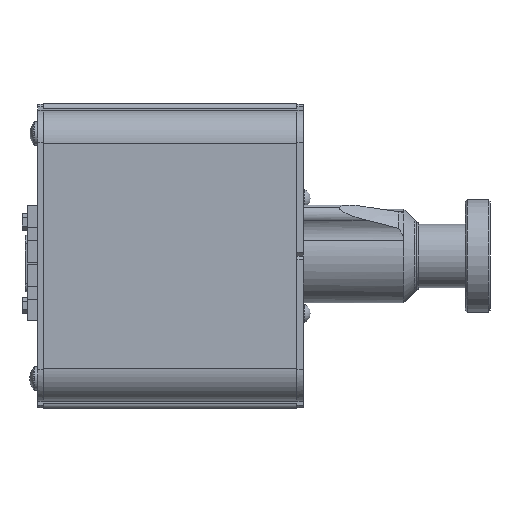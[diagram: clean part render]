
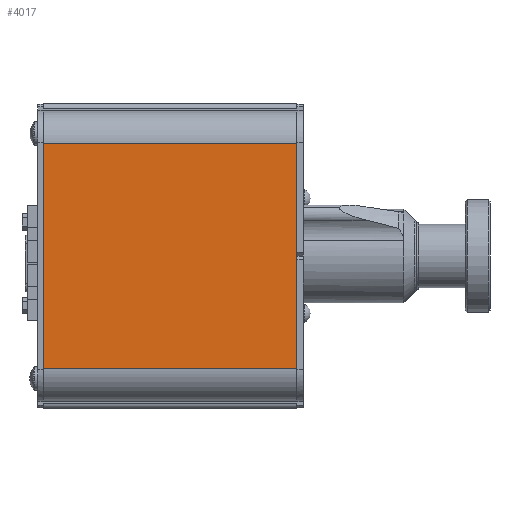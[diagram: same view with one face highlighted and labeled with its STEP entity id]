
A CAD part, left-side view. The second image highlights one B-rep face of the part: STEP entity #4017.
In plain terms, the highlighted planar face has unit normal (-1, 0, 0).
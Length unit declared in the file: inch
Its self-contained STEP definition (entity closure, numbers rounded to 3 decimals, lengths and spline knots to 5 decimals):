
#951 = VERTEX_POINT ( 'NONE', #3891 ) ;
#988 = DIRECTION ( 'NONE',  ( 0., -1., 0. ) ) ;
#1713 = ORIENTED_EDGE ( 'NONE', *, *, #11836, .T. ) ;
#2191 = VECTOR ( 'NONE', #7942, 39.37008 ) ;
#2635 = LINE ( 'NONE', #5938, #10634 ) ;
#3134 = CARTESIAN_POINT ( 'NONE',  ( -1.401, 2.822, 1.323 ) ) ;
#3520 = EDGE_LOOP ( 'NONE', ( #8998, #1713, #6421, #8983 ) ) ;
#3708 = EDGE_CURVE ( 'NONE', #10668, #8814, #4855, .T. ) ;
#3826 = PLANE ( 'NONE',  #4792 ) ;
#3872 = DIRECTION ( 'NONE',  ( 0., 0., -1. ) ) ;
#3891 = CARTESIAN_POINT ( 'NONE',  ( -1.401, -0.163, 1.323 ) ) ;
#4017 = ADVANCED_FACE ( 'NONE', ( #8555 ), #3826, .F. ) ;
#4159 = EDGE_CURVE ( 'NONE', #10282, #951, #2635, .T. ) ;
#4792 = AXIS2_PLACEMENT_3D ( 'NONE', #8817, #9853, #3872 ) ;
#4855 = LINE ( 'NONE', #7991, #2191 ) ;
#5135 = CARTESIAN_POINT ( 'NONE',  ( -1.401, -0.163, -1.323 ) ) ;
#5938 = CARTESIAN_POINT ( 'NONE',  ( -1.401, 2.822, 1.323 ) ) ;
#6256 = VECTOR ( 'NONE', #7078, 39.37008 ) ;
#6421 = ORIENTED_EDGE ( 'NONE', *, *, #4159, .F. ) ;
#7040 = VECTOR ( 'NONE', #8063, 39.37008 ) ;
#7078 = DIRECTION ( 'NONE',  ( 0., 0., 1. ) ) ;
#7942 = DIRECTION ( 'NONE',  ( 0., -1., 0. ) ) ;
#7991 = CARTESIAN_POINT ( 'NONE',  ( -1.401, 2.822, -1.323 ) ) ;
#8063 = DIRECTION ( 'NONE',  ( 0., 0., 1. ) ) ;
#8555 = FACE_OUTER_BOUND ( 'NONE', #3520, .T. ) ;
#8814 = VERTEX_POINT ( 'NONE', #5135 ) ;
#8817 = CARTESIAN_POINT ( 'NONE',  ( -1.401, 2.822, 1.323 ) ) ;
#8958 = LINE ( 'NONE', #3134, #6256 ) ;
#8983 = ORIENTED_EDGE ( 'NONE', *, *, #10206, .F. ) ;
#8998 = ORIENTED_EDGE ( 'NONE', *, *, #3708, .T. ) ;
#9197 = CARTESIAN_POINT ( 'NONE',  ( -1.401, 2.822, 1.323 ) ) ;
#9853 = DIRECTION ( 'NONE',  ( 1., 0., 0. ) ) ;
#10144 = CARTESIAN_POINT ( 'NONE',  ( -1.401, -0.163, 1.323 ) ) ;
#10206 = EDGE_CURVE ( 'NONE', #10668, #10282, #8958, .T. ) ;
#10282 = VERTEX_POINT ( 'NONE', #9197 ) ;
#10634 = VECTOR ( 'NONE', #988, 39.37008 ) ;
#10668 = VERTEX_POINT ( 'NONE', #11855 ) ;
#11836 = EDGE_CURVE ( 'NONE', #8814, #951, #12171, .T. ) ;
#11855 = CARTESIAN_POINT ( 'NONE',  ( -1.401, 2.822, -1.323 ) ) ;
#12171 = LINE ( 'NONE', #10144, #7040 ) ;
